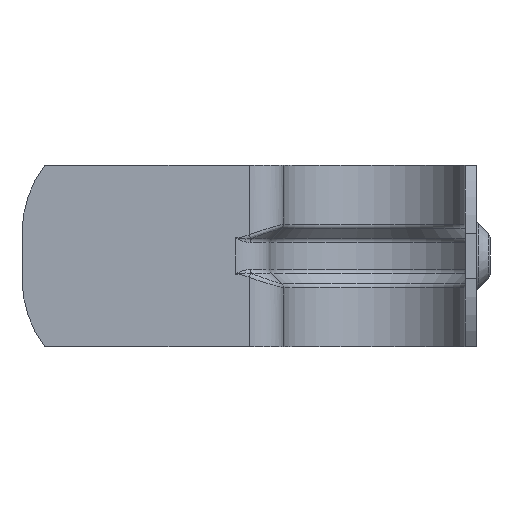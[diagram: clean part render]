
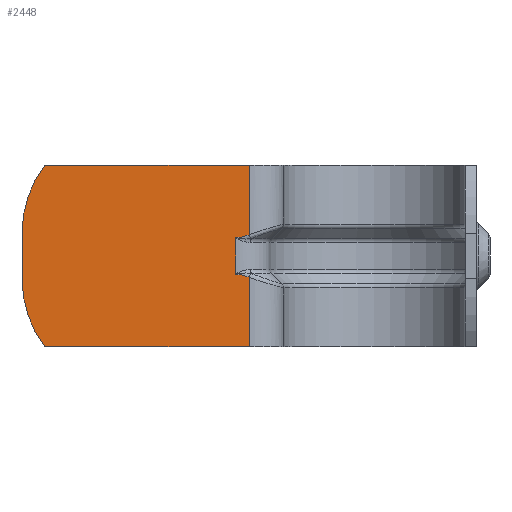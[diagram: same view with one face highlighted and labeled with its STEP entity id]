
A CAD part, front view. The second image highlights one B-rep face of the part: STEP entity #2448.
In plain terms, the highlighted planar face has unit normal (0, -1, 0).
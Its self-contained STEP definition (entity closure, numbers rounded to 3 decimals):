
#38=PLANE('',#2669);
#131=B_SPLINE_CURVE_WITH_KNOTS('',3,(#3675,#3676,#3677,#3678),
 .UNSPECIFIED.,.F.,.F.,(4,4),(-1.279,-1.155),
 .UNSPECIFIED.);
#138=B_SPLINE_CURVE_WITH_KNOTS('',3,(#3880,#3881,#3882,#3883),
 .UNSPECIFIED.,.F.,.F.,(4,4),(-0.124,0.),.UNSPECIFIED.);
#239=LINE('',#3643,#419);
#266=LINE('',#3914,#446);
#267=LINE('',#3917,#447);
#268=LINE('',#3921,#448);
#269=LINE('',#3925,#449);
#270=LINE('',#3928,#450);
#419=VECTOR('',#2915,10.);
#446=VECTOR('',#3040,10.);
#447=VECTOR('',#3043,10.);
#448=VECTOR('',#3048,10.);
#449=VECTOR('',#3051,10.);
#450=VECTOR('',#3054,10.);
#644=FACE_OUTER_BOUND('',#800,.T.);
#800=EDGE_LOOP('',(#1822,#1823,#1824,#1825,#1826,#1827,#1828,#1829,#1830,
#1831));
#966=CIRCLE('',#2670,10.);
#967=CIRCLE('',#2671,10.);
#1056=VERTEX_POINT('',#3574);
#1067=VERTEX_POINT('',#3642);
#1070=VERTEX_POINT('',#3673);
#1089=VERTEX_POINT('',#3852);
#1096=VERTEX_POINT('',#3912);
#1097=VERTEX_POINT('',#3916);
#1098=VERTEX_POINT('',#3920);
#1099=VERTEX_POINT('',#3922);
#1100=VERTEX_POINT('',#3924);
#1101=VERTEX_POINT('',#3926);
#1304=EDGE_CURVE('',#1056,#1067,#239,.T.);
#1309=EDGE_CURVE('',#1070,#1056,#131,.T.);
#1350=EDGE_CURVE('',#1067,#1089,#138,.T.);
#1365=EDGE_CURVE('',#1070,#1096,#266,.T.);
#1366=EDGE_CURVE('',#1097,#1089,#267,.T.);
#1368=EDGE_CURVE('',#1098,#1096,#268,.T.);
#1369=EDGE_CURVE('',#1098,#1099,#966,.T.);
#1370=EDGE_CURVE('',#1100,#1099,#269,.T.);
#1371=EDGE_CURVE('',#1100,#1101,#967,.T.);
#1372=EDGE_CURVE('',#1097,#1101,#270,.T.);
#1822=ORIENTED_EDGE('',*,*,#1309,.F.);
#1823=ORIENTED_EDGE('',*,*,#1365,.T.);
#1824=ORIENTED_EDGE('',*,*,#1368,.F.);
#1825=ORIENTED_EDGE('',*,*,#1369,.T.);
#1826=ORIENTED_EDGE('',*,*,#1370,.F.);
#1827=ORIENTED_EDGE('',*,*,#1371,.T.);
#1828=ORIENTED_EDGE('',*,*,#1372,.F.);
#1829=ORIENTED_EDGE('',*,*,#1366,.T.);
#1830=ORIENTED_EDGE('',*,*,#1350,.F.);
#1831=ORIENTED_EDGE('',*,*,#1304,.F.);
#2448=ADVANCED_FACE('',(#644),#38,.T.);
#2669=AXIS2_PLACEMENT_3D('',#3919,#3046,#3047);
#2670=AXIS2_PLACEMENT_3D('',#3923,#3049,#3050);
#2671=AXIS2_PLACEMENT_3D('',#3927,#3052,#3053);
#2915=DIRECTION('',(0.,0.,-1.));
#3040=DIRECTION('',(0.,0.,1.));
#3043=DIRECTION('',(0.,0.,1.));
#3046=DIRECTION('center_axis',(0.,-1.,0.));
#3047=DIRECTION('ref_axis',(1.,0.,0.));
#3048=DIRECTION('',(1.,0.,0.));
#3049=DIRECTION('center_axis',(0.,-1.,0.));
#3050=DIRECTION('ref_axis',(1.,0.,0.));
#3051=DIRECTION('',(0.,0.,1.));
#3052=DIRECTION('center_axis',(0.,-1.,0.));
#3053=DIRECTION('ref_axis',(0.8,0.,0.6));
#3054=DIRECTION('',(-1.,0.,0.));
#3574=CARTESIAN_POINT('',(-12.2,-8.,1.607));
#3642=CARTESIAN_POINT('',(-12.2,-8.,-1.607));
#3643=CARTESIAN_POINT('',(-12.2,-8.,0.));
#3673=CARTESIAN_POINT('',(-11.,-8.,1.88));
#3675=CARTESIAN_POINT('Ctrl Pts',(-11.,-8.,1.88));
#3676=CARTESIAN_POINT('Ctrl Pts',(-11.379,-8.,1.716));
#3677=CARTESIAN_POINT('Ctrl Pts',(-11.787,-8.,1.607));
#3678=CARTESIAN_POINT('Ctrl Pts',(-12.2,-8.,1.607));
#3852=CARTESIAN_POINT('',(-11.,-8.,-1.88));
#3880=CARTESIAN_POINT('Ctrl Pts',(-12.2,-8.,-1.607));
#3881=CARTESIAN_POINT('Ctrl Pts',(-11.787,-8.,-1.607));
#3882=CARTESIAN_POINT('Ctrl Pts',(-11.379,-8.,-1.716));
#3883=CARTESIAN_POINT('Ctrl Pts',(-11.,-8.,-1.88));
#3912=CARTESIAN_POINT('',(-11.,-8.,8.));
#3914=CARTESIAN_POINT('',(-11.,-8.,0.));
#3916=CARTESIAN_POINT('',(-11.,-8.,-8.));
#3917=CARTESIAN_POINT('',(-11.,-8.,0.));
#3919=CARTESIAN_POINT('Origin',(-31.,-8.,0.));
#3920=CARTESIAN_POINT('',(-29.,-8.,8.));
#3921=CARTESIAN_POINT('',(-31.,-8.,8.));
#3922=CARTESIAN_POINT('',(-31.,-8.,2.));
#3923=CARTESIAN_POINT('Origin',(-21.,-8.,2.));
#3924=CARTESIAN_POINT('',(-31.,-8.,-2.));
#3925=CARTESIAN_POINT('',(-31.,-8.,0.));
#3926=CARTESIAN_POINT('',(-29.,-8.,-8.));
#3927=CARTESIAN_POINT('Origin',(-21.,-8.,-2.));
#3928=CARTESIAN_POINT('',(-31.,-8.,-8.));
